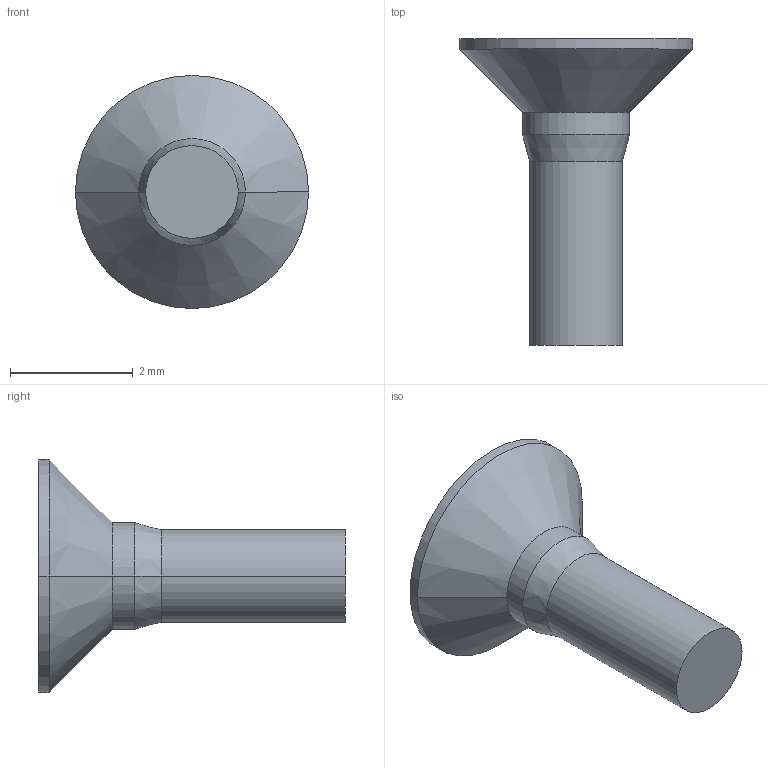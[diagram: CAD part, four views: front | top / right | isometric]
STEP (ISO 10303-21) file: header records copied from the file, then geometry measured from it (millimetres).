
FILE_DESCRIPTION (( 'STEP AP214' ), '1' );
FILE_NAME ('User Library-DIN EN ISO 7046-2-R2.STEP', '2020-01-03T06:50:04', ( '' ), ( '' ), 'SwSTEP 2.0', 'SolidWorks 2019', '' );
FILE_SCHEMA (( 'AUTOMOTIVE_DESIGN' ));
Length unit declared in the file: millimetre
Products named in the file (1): User Library-DIN EN ISO 7046-2-R2
Bounding box: 3.8 x 5 x 3.8 mm (x, y, z)
Volume: 14 mm3; surface area: 53.4 mm2
Topology: 1 solids, 1 shells, 29 faces, 70 edges, 44 vertices
Faces by surface type: plane 19, cylinder 6, cone 4
Entity records: 866 total; most frequent: CARTESIAN_POINT 144, DIRECTION 142, ORIENTED_EDGE 140, EDGE_CURVE 70, LINE 58, VECTOR 58, VERTEX_POINT 44, AXIS2_PLACEMENT_3D 42
